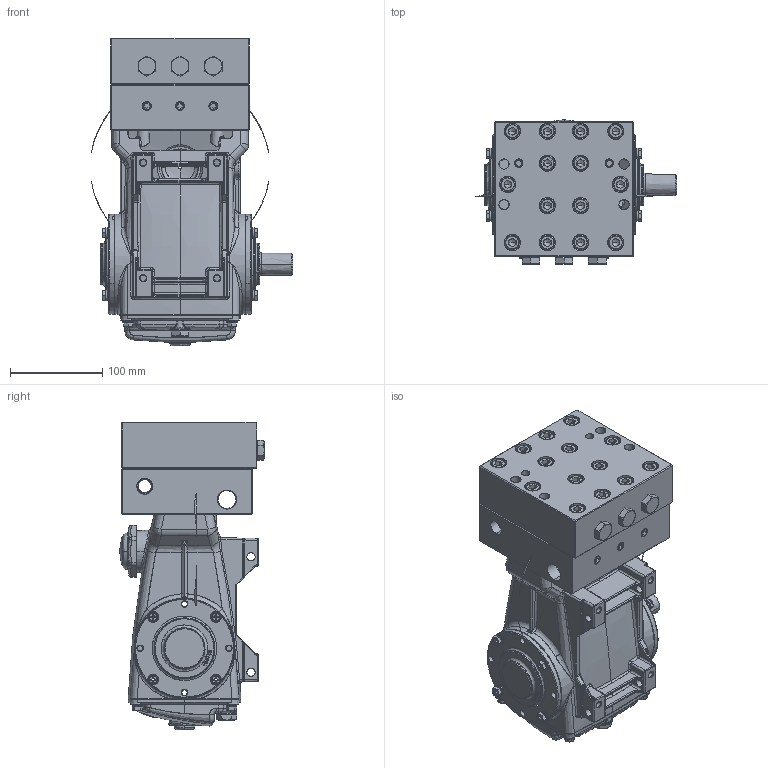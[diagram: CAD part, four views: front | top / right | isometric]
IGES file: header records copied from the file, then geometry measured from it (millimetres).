
Start section: SolidWorks IGES file using analytic representation for surfaces
Global section: file name: 784.IGS; native system: SolidWorks 2025; preprocessor: SolidWorks 2025; author: SAL; date: 250523.124739; units: inch
Bounding box: 218.07 x 156.18 x 333.5 mm (x, y, z)
Surface area: 326999.5 mm2 (no closed solid volume)
Topology: 0 solids, 0 shells, 1885 faces, 26864 edges, 26802 vertices
Faces by surface type: bspline 1268, revolution 617
